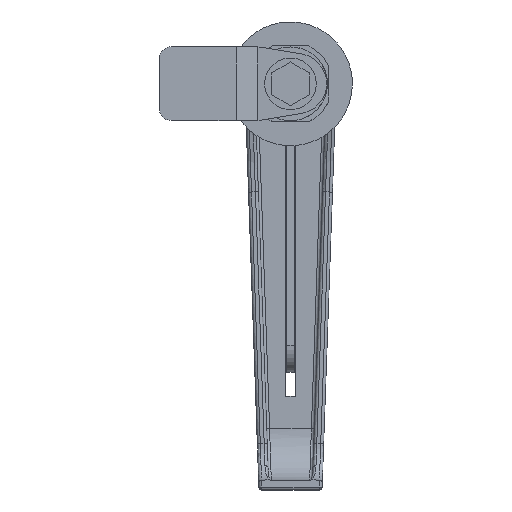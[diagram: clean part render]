
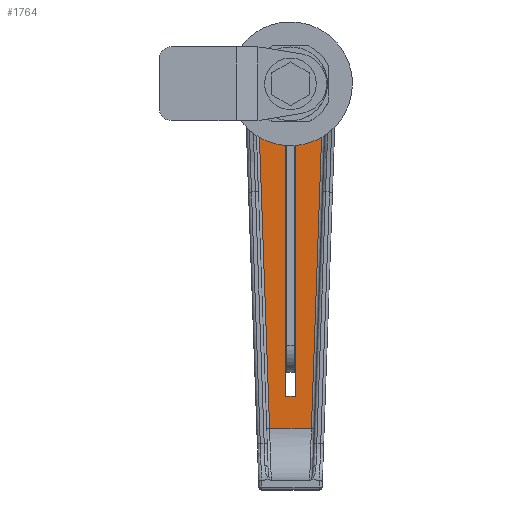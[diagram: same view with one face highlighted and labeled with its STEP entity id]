
A CAD part, front view. The second image highlights one B-rep face of the part: STEP entity #1764.
In plain terms, the highlighted planar face has unit normal (0, -1, 0).
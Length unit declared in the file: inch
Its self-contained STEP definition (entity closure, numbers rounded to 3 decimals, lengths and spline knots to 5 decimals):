
#94 = CARTESIAN_POINT ( 'NONE',  ( -0.049, 1.371, -3.181 ) ) ;
#131 = VERTEX_POINT ( 'NONE', #2332 ) ;
#154 = EDGE_CURVE ( 'NONE', #131, #5185, #2758, .T. ) ;
#279 = PLANE ( 'NONE',  #1229 ) ;
#299 = CARTESIAN_POINT ( 'NONE',  ( -0.32354, 1.371, -0.33399 ) ) ;
#301 = ORIENTED_EDGE ( 'NONE', *, *, #4284, .T. ) ;
#351 = CARTESIAN_POINT ( 'NONE',  ( 0.285, 1.371, -0.36748 ) ) ;
#408 = ORIENTED_EDGE ( 'NONE', *, *, #1029, .T. ) ;
#597 = CARTESIAN_POINT ( 'NONE',  ( -0.20878, 1.371, -0.4157 ) ) ;
#697 = ORIENTED_EDGE ( 'NONE', *, *, #154, .T. ) ;
#716 = EDGE_CURVE ( 'NONE', #6680, #3168, #6208, .T. ) ;
#938 = ORIENTED_EDGE ( 'NONE', *, *, #716, .T. ) ;
#1029 = EDGE_CURVE ( 'NONE', #5185, #6284, #4500, .T. ) ;
#1036 = DIRECTION ( 'NONE',  ( 0., 0., -1. ) ) ;
#1076 = CARTESIAN_POINT ( 'NONE',  ( -0.049, 1.371, -0.46241 ) ) ;
#1147 = CARTESIAN_POINT ( 'NONE',  ( 0.31435, 1.371, -0.34289 ) ) ;
#1148 = CARTESIAN_POINT ( 'NONE',  ( -0.22601, 1.371, -0.40674 ) ) ;
#1192 = CARTESIAN_POINT ( 'NONE',  ( -0.25358, 1.371, -0.38978 ) ) ;
#1229 = AXIS2_PLACEMENT_3D ( 'NONE', #6388, #2480, #3092 ) ;
#1260 = EDGE_CURVE ( 'NONE', #5147, #1869, #4567, .T. ) ;
#1400 = CARTESIAN_POINT ( 'NONE',  ( 0.465, 1.371, -3.509 ) ) ;
#1625 = CARTESIAN_POINT ( 'NONE',  ( -0.08068, 1.371, -0.45826 ) ) ;
#1699 = ORIENTED_EDGE ( 'NONE', *, *, #6162, .T. ) ;
#1711 = CARTESIAN_POINT ( 'NONE',  ( 0.21267, 1.371, -3.509 ) ) ;
#1714 = DIRECTION ( 'NONE',  ( -1., 0., 0. ) ) ;
#1764 = ADVANCED_FACE ( 'NONE', ( #5374 ), #279, .T. ) ;
#1869 = VERTEX_POINT ( 'NONE', #3752 ) ;
#2159 = VECTOR ( 'NONE', #1036, 39.37008 ) ;
#2317 = CARTESIAN_POINT ( 'NONE',  ( -0.30514, 1.371, -0.35181 ) ) ;
#2332 = CARTESIAN_POINT ( 'NONE',  ( -0.049, 1.371, -3.181 ) ) ;
#2373 = CARTESIAN_POINT ( 'NONE',  ( -0.32354, 1.371, -0.33399 ) ) ;
#2405 = DIRECTION ( 'NONE',  ( 1., 0., 0. ) ) ;
#2424 = VERTEX_POINT ( 'NONE', #4522 ) ;
#2438 = EDGE_LOOP ( 'NONE', ( #5810, #1699, #938, #6778, #697, #408, #6150, #301 ) ) ;
#2480 = DIRECTION ( 'NONE',  ( 0., -1., 0. ) ) ;
#2602 = VECTOR ( 'NONE', #3900, 39.37008 ) ;
#2675 = VECTOR ( 'NONE', #1714, 39.37008 ) ;
#2708 = CARTESIAN_POINT ( 'NONE',  ( 0.07447, 1.371, -0.45971 ) ) ;
#2724 = B_SPLINE_CURVE_WITH_KNOTS ( 'NONE', 3,
 ( #4852, #1147, #6252, #351, #4163, #4734, #6136, #5110, #6155, #6020, #2846, #3351, #3772, #6203, #4524, #2708, #6180 ),
 .UNSPECIFIED., .F., .F.,
 ( 4, 1, 2, 2, 2, 1, 1, 2, 2, 4 ),
 ( 0., 0.125, 0.1875, 0.25, 0.5, 0.625, 0.6875, 0.71875, 0.75, 1. ),
 .UNSPECIFIED. ) ;
#2727 = CARTESIAN_POINT ( 'NONE',  ( -0.09941, 1.371, -0.4543 ) ) ;
#2758 = LINE ( 'NONE', #94, #4566 ) ;
#2822 = EDGE_CURVE ( 'NONE', #3168, #131, #5959, .T. ) ;
#2846 = CARTESIAN_POINT ( 'NONE',  ( 0.14595, 1.371, -0.44159 ) ) ;
#2847 = DIRECTION ( 'NONE',  ( 0., 0., 1. ) ) ;
#2856 = EDGE_CURVE ( 'NONE', #6284, #2424, #4289, .T. ) ;
#2882 = CARTESIAN_POINT ( 'NONE',  ( -0.25899, 1.371, -0.38621 ) ) ;
#3092 = DIRECTION ( 'NONE',  ( 0., 0., -1. ) ) ;
#3168 = VERTEX_POINT ( 'NONE', #5277 ) ;
#3192 = CARTESIAN_POINT ( 'NONE',  ( 0.049, 1.371, 0.55946 ) ) ;
#3279 = CARTESIAN_POINT ( 'NONE',  ( -0.11796, 1.371, -0.44984 ) ) ;
#3351 = CARTESIAN_POINT ( 'NONE',  ( 0.13667, 1.371, -0.44447 ) ) ;
#3752 = CARTESIAN_POINT ( 'NONE',  ( 0.32354, 1.371, -0.33399 ) ) ;
#3772 = CARTESIAN_POINT ( 'NONE',  ( 0.13046, 1.371, -0.44634 ) ) ;
#3900 = DIRECTION ( 'NONE',  ( 0.035, 0., -0.999 ) ) ;
#3924 = CARTESIAN_POINT ( 'NONE',  ( 0.049, 1.371, -0.46241 ) ) ;
#3962 = CARTESIAN_POINT ( 'NONE',  ( -0.24542, 1.371, -0.39506 ) ) ;
#3977 = CARTESIAN_POINT ( 'NONE',  ( -0.32354, 1.371, -0.33399 ) ) ;
#4006 = CARTESIAN_POINT ( 'NONE',  ( -0.26172, 1.371, -0.38437 ) ) ;
#4163 = CARTESIAN_POINT ( 'NONE',  ( 0.2748, 1.371, -0.37516 ) ) ;
#4284 = EDGE_CURVE ( 'NONE', #2424, #5147, #6110, .T. ) ;
#4289 = LINE ( 'NONE', #3977, #2602 ) ;
#4372 = VECTOR ( 'NONE', #2405, 39.37008 ) ;
#4401 = CARTESIAN_POINT ( 'NONE',  ( -0.17352, 1.371, -0.43219 ) ) ;
#4412 = DIRECTION ( 'NONE',  ( 0.035, 0., 0.999 ) ) ;
#4500 = B_SPLINE_CURVE_WITH_KNOTS ( 'NONE', 3,
 ( #1076, #4932, #1625, #2727, #6585, #3279, #4952, #4401, #597, #1148, #3962, #1192, #2882, #4006, #6747, #2317, #2373 ),
 .UNSPECIFIED., .F., .F.,
 ( 4, 1, 2, 2, 2, 1, 1, 2, 2, 4 ),
 ( 0., 0.125, 0.1875, 0.25, 0.5, 0.625, 0.6875, 0.71875, 0.75, 1. ),
 .UNSPECIFIED. ) ;
#4522 = CARTESIAN_POINT ( 'NONE',  ( -0.21267, 1.371, -3.509 ) ) ;
#4524 = CARTESIAN_POINT ( 'NONE',  ( 0.09954, 1.371, -0.45494 ) ) ;
#4566 = VECTOR ( 'NONE', #2847, 39.37008 ) ;
#4567 = LINE ( 'NONE', #1711, #6985 ) ;
#4734 = CARTESIAN_POINT ( 'NONE',  ( 0.26969, 1.371, -0.37886 ) ) ;
#4852 = CARTESIAN_POINT ( 'NONE',  ( 0.32354, 1.371, -0.33399 ) ) ;
#4932 = CARTESIAN_POINT ( 'NONE',  ( -0.06173, 1.371, -0.46106 ) ) ;
#4952 = CARTESIAN_POINT ( 'NONE',  ( -0.14922, 1.371, -0.44117 ) ) ;
#5110 = CARTESIAN_POINT ( 'NONE',  ( 0.22054, 1.371, -0.4102 ) ) ;
#5147 = VERTEX_POINT ( 'NONE', #5411 ) ;
#5185 = VERTEX_POINT ( 'NONE', #6448 ) ;
#5277 = CARTESIAN_POINT ( 'NONE',  ( 0.049, 1.371, -3.181 ) ) ;
#5374 = FACE_OUTER_BOUND ( 'NONE', #2438, .T. ) ;
#5411 = CARTESIAN_POINT ( 'NONE',  ( 0.21267, 1.371, -3.509 ) ) ;
#5810 = ORIENTED_EDGE ( 'NONE', *, *, #1260, .T. ) ;
#5959 = LINE ( 'NONE', #6120, #2675 ) ;
#6020 = CARTESIAN_POINT ( 'NONE',  ( 0.16736, 1.371, -0.43418 ) ) ;
#6110 = LINE ( 'NONE', #1400, #4372 ) ;
#6120 = CARTESIAN_POINT ( 'NONE',  ( 0.049, 1.371, -3.181 ) ) ;
#6136 = CARTESIAN_POINT ( 'NONE',  ( 0.243, 1.371, -0.3973 ) ) ;
#6150 = ORIENTED_EDGE ( 'NONE', *, *, #2856, .T. ) ;
#6155 = CARTESIAN_POINT ( 'NONE',  ( 0.18527, 1.371, -0.42669 ) ) ;
#6162 = EDGE_CURVE ( 'NONE', #1869, #6680, #2724, .T. ) ;
#6180 = CARTESIAN_POINT ( 'NONE',  ( 0.049, 1.371, -0.46241 ) ) ;
#6203 = CARTESIAN_POINT ( 'NONE',  ( 0.1273, 1.371, -0.44725 ) ) ;
#6208 = LINE ( 'NONE', #3192, #2159 ) ;
#6252 = CARTESIAN_POINT ( 'NONE',  ( 0.30005, 1.371, -0.35564 ) ) ;
#6284 = VERTEX_POINT ( 'NONE', #299 ) ;
#6388 = CARTESIAN_POINT ( 'NONE',  ( 0.465, 1.371, 0. ) ) ;
#6448 = CARTESIAN_POINT ( 'NONE',  ( -0.049, 1.371, -0.46241 ) ) ;
#6585 = CARTESIAN_POINT ( 'NONE',  ( -0.11185, 1.371, -0.45139 ) ) ;
#6680 = VERTEX_POINT ( 'NONE', #3924 ) ;
#6747 = CARTESIAN_POINT ( 'NONE',  ( -0.28541, 1.371, -0.36799 ) ) ;
#6778 = ORIENTED_EDGE ( 'NONE', *, *, #2822, .T. ) ;
#6985 = VECTOR ( 'NONE', #4412, 39.37008 ) ;
